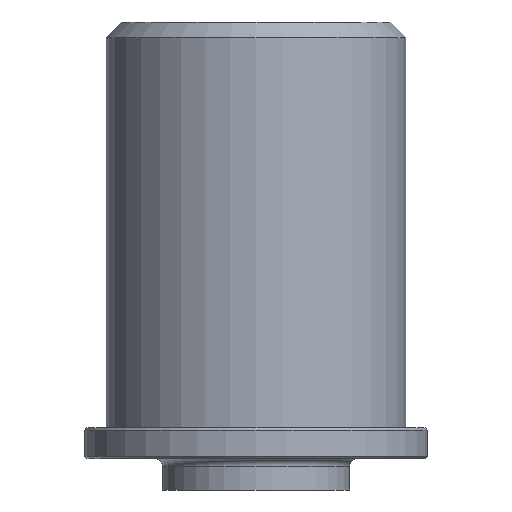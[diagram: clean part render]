
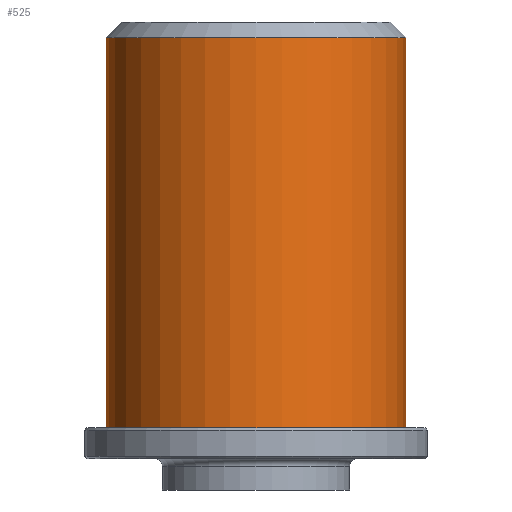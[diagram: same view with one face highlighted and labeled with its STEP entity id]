
A CAD part, front view. The second image highlights one B-rep face of the part: STEP entity #525.
In plain terms, the highlighted cylindrical face has radius 15.24 mm (diameter 30.48 mm), a partial arc.
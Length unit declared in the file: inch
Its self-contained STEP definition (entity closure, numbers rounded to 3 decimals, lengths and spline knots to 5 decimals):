
#87 = EDGE_CURVE ( 'NONE', #800, #770, #322, .T. ) ;
#141 = EDGE_CURVE ( 'NONE', #532, #693, #335, .T. ) ;
#163 = CARTESIAN_POINT ( 'NONE',  ( 0.6, 0., 1.6875 ) ) ;
#168 = DIRECTION ( 'NONE',  ( 1., 0., 0. ) ) ;
#173 = DIRECTION ( 'NONE',  ( 0., 0., -1. ) ) ;
#191 = DIRECTION ( 'NONE',  ( 0., 0., -1. ) ) ;
#194 = CARTESIAN_POINT ( 'NONE',  ( 0., 0., 1.625 ) ) ;
#196 = DIRECTION ( 'NONE',  ( 1., 0., 0. ) ) ;
#208 = CARTESIAN_POINT ( 'NONE',  ( -0.6, 0., 0.0625 ) ) ;
#228 = DIRECTION ( 'NONE',  ( 0., 0., 1. ) ) ;
#238 = CARTESIAN_POINT ( 'NONE',  ( 0.6, 0., 0.0625 ) ) ;
#247 = CARTESIAN_POINT ( 'NONE',  ( 0., 0., 0.0625 ) ) ;
#267 = CARTESIAN_POINT ( 'NONE',  ( -0.6, 0., 1.625 ) ) ;
#280 = VECTOR ( 'NONE', #173, 39.37008 ) ;
#314 = CARTESIAN_POINT ( 'NONE',  ( -0.6, 0., 1.6875 ) ) ;
#322 = CIRCLE ( 'NONE', #804, 0.6 ) ;
#326 = DIRECTION ( 'NONE',  ( 0., 0., -1. ) ) ;
#335 = CIRCLE ( 'NONE', #781, 0.6 ) ;
#368 = ORIENTED_EDGE ( 'NONE', *, *, #821, .F. ) ;
#375 = ORIENTED_EDGE ( 'NONE', *, *, #141, .T. ) ;
#456 = CARTESIAN_POINT ( 'NONE',  ( 0.6, 0., 1.625 ) ) ;
#466 = ORIENTED_EDGE ( 'NONE', *, *, #87, .T. ) ;
#469 = DIRECTION ( 'NONE',  ( -1., 0., 0. ) ) ;
#471 = ORIENTED_EDGE ( 'NONE', *, *, #891, .T. ) ;
#474 = DIRECTION ( 'NONE',  ( 0., 0., -1. ) ) ;
#475 = CARTESIAN_POINT ( 'NONE',  ( 0., 0., 1.6875 ) ) ;
#525 = ADVANCED_FACE ( 'NONE', ( #844 ), #674, .T. ) ;
#532 = VERTEX_POINT ( 'NONE', #456 ) ;
#543 = AXIS2_PLACEMENT_3D ( 'NONE', #475, #474, #469 ) ;
#674 = CYLINDRICAL_SURFACE ( 'NONE', #543, 0.6 ) ;
#693 = VERTEX_POINT ( 'NONE', #267 ) ;
#770 = VERTEX_POINT ( 'NONE', #238 ) ;
#781 = AXIS2_PLACEMENT_3D ( 'NONE', #194, #191, #196 ) ;
#800 = VERTEX_POINT ( 'NONE', #208 ) ;
#804 = AXIS2_PLACEMENT_3D ( 'NONE', #247, #228, #168 ) ;
#821 = EDGE_CURVE ( 'NONE', #532, #770, #860, .T. ) ;
#844 = FACE_OUTER_BOUND ( 'NONE', #911, .T. ) ;
#847 = LINE ( 'NONE', #314, #854 ) ;
#854 = VECTOR ( 'NONE', #326, 39.37008 ) ;
#860 = LINE ( 'NONE', #163, #280 ) ;
#891 = EDGE_CURVE ( 'NONE', #693, #800, #847, .T. ) ;
#911 = EDGE_LOOP ( 'NONE', ( #368, #375, #471, #466 ) ) ;
